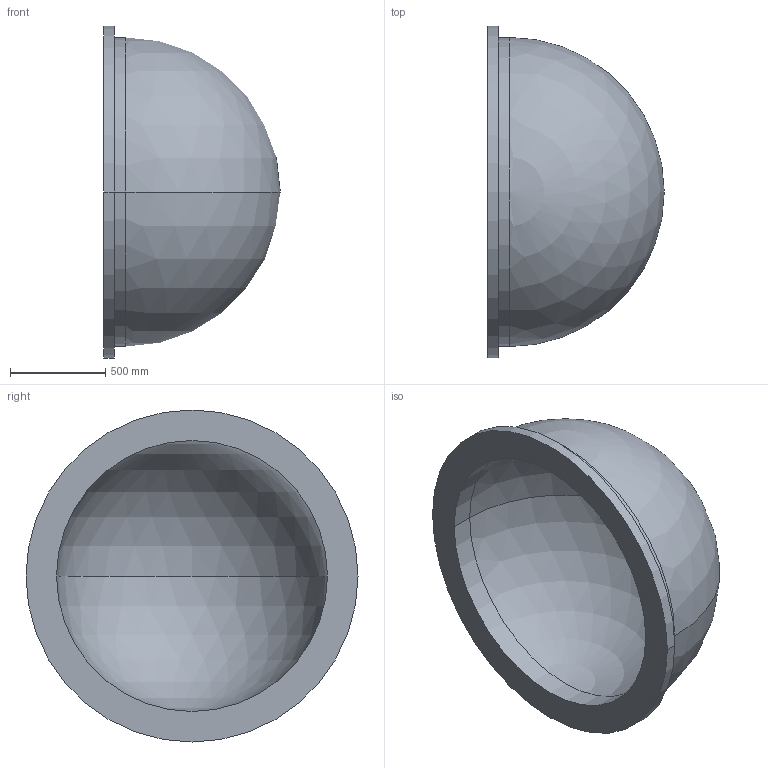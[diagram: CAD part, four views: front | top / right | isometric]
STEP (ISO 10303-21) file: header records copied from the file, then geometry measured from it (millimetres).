
FILE_DESCRIPTION (( 'STEP AP214' ), '1' );
FILE_NAME ('HOUGi.STEP', '2024-12-04T01:33:11', ( '' ), ( '' ), 'SwSTEP 2.0', 'SolidWorks 2020', '' );
FILE_SCHEMA (( 'AUTOMOTIVE_DESIGN' ));
Length unit declared in the file: millimetre
Products named in the file (1): HOUGi
Bounding box: 925 x 1740 x 1740 mm (x, y, z)
Volume: 435772411.4 mm3; surface area: 9519654.1 mm2
Topology: 1 solids, 1 shells, 12 faces, 30 edges, 18 vertices
Faces by surface type: cylinder 6, sphere 4, plane 2
Entity records: 340 total; most frequent: DIRECTION 64, CARTESIAN_POINT 49, ORIENTED_EDGE 44, AXIS2_PLACEMENT_3D 29, EDGE_CURVE 22, CIRCLE 16, EDGE_LOOP 14, VERTEX_POINT 14
